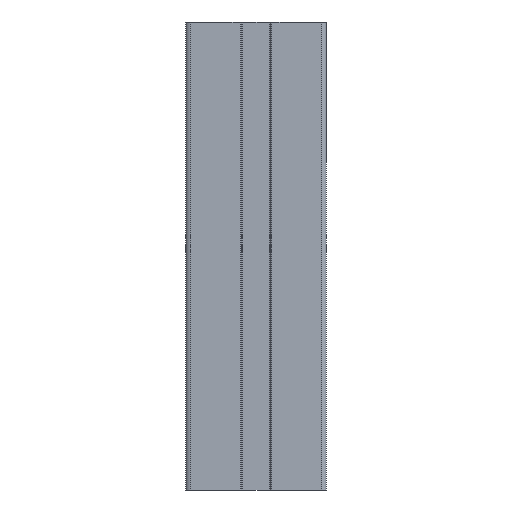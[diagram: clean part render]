
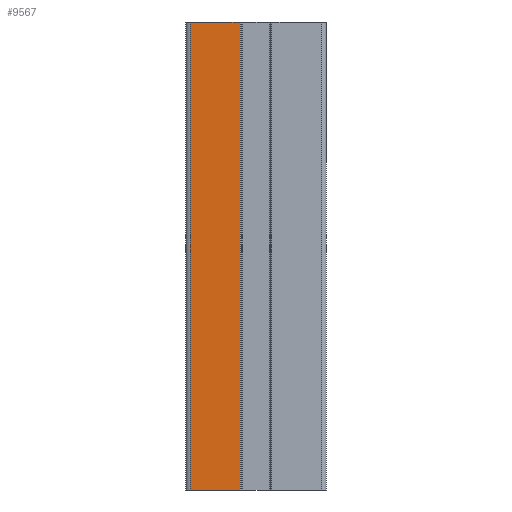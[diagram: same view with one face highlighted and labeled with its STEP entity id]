
A CAD part, front view. The second image highlights one B-rep face of the part: STEP entity #9567.
In plain terms, the highlighted planar face has unit normal (0, -1, 0).
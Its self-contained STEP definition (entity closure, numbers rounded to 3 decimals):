
#222 = DIRECTION ( 'NONE',  ( 0., 0., -1. ) ) ;
#288 = VERTEX_POINT ( 'NONE', #7813 ) ;
#320 = ORIENTED_EDGE ( 'NONE', *, *, #4579, .F. ) ;
#352 = AXIS2_PLACEMENT_3D ( 'NONE', #736, #5830, #1417 ) ;
#736 = CARTESIAN_POINT ( 'NONE',  ( 7709.043, 2529.935, 100. ) ) ;
#1050 = DIRECTION ( 'NONE',  ( 1., 0., 0. ) ) ;
#1262 = FACE_OUTER_BOUND ( 'NONE', #3339, .T. ) ;
#1417 = DIRECTION ( 'NONE',  ( 0., 0., 1. ) ) ;
#1443 = LINE ( 'NONE', #5445, #9608 ) ;
#1724 = CARTESIAN_POINT ( 'NONE',  ( 7726.443, 2529.935, 100. ) ) ;
#1939 = ORIENTED_EDGE ( 'NONE', *, *, #6233, .F. ) ;
#2313 = VERTEX_POINT ( 'NONE', #4708 ) ;
#2391 = VERTEX_POINT ( 'NONE', #7891 ) ;
#2487 = DIRECTION ( 'NONE',  ( 1., 0., 0. ) ) ;
#2691 = VECTOR ( 'NONE', #222, 1000. ) ;
#3339 = EDGE_LOOP ( 'NONE', ( #1939, #7156, #320, #3687 ) ) ;
#3651 = LINE ( 'NONE', #1724, #7362 ) ;
#3687 = ORIENTED_EDGE ( 'NONE', *, *, #9042, .T. ) ;
#4579 = EDGE_CURVE ( 'NONE', #2391, #2313, #7965, .T. ) ;
#4708 = CARTESIAN_POINT ( 'NONE',  ( 7709.043, 2529.935, 100. ) ) ;
#4885 = DIRECTION ( 'NONE',  ( 0., 0., 1. ) ) ;
#5093 = PLANE ( 'NONE',  #352 ) ;
#5429 = CARTESIAN_POINT ( 'NONE',  ( 7709.043, 2529.935, 100. ) ) ;
#5445 = CARTESIAN_POINT ( 'NONE',  ( 7709.043, 2529.935, 0. ) ) ;
#5620 = VERTEX_POINT ( 'NONE', #7926 ) ;
#5830 = DIRECTION ( 'NONE',  ( 0., 1., 0. ) ) ;
#5913 = VECTOR ( 'NONE', #4885, 1000. ) ;
#6233 = EDGE_CURVE ( 'NONE', #5620, #288, #6603, .T. ) ;
#6603 = LINE ( 'NONE', #7516, #2691 ) ;
#7156 = ORIENTED_EDGE ( 'NONE', *, *, #9035, .F. ) ;
#7362 = VECTOR ( 'NONE', #2487, 1000. ) ;
#7516 = CARTESIAN_POINT ( 'NONE',  ( 7719.643, 2529.935, 100. ) ) ;
#7813 = CARTESIAN_POINT ( 'NONE',  ( 7719.643, 2529.935, 0. ) ) ;
#7891 = CARTESIAN_POINT ( 'NONE',  ( 7709.043, 2529.935, 0. ) ) ;
#7926 = CARTESIAN_POINT ( 'NONE',  ( 7719.643, 2529.935, 100. ) ) ;
#7965 = LINE ( 'NONE', #5429, #5913 ) ;
#9035 = EDGE_CURVE ( 'NONE', #2313, #5620, #3651, .T. ) ;
#9042 = EDGE_CURVE ( 'NONE', #2391, #288, #1443, .T. ) ;
#9567 = ADVANCED_FACE ( 'NONE', ( #1262 ), #5093, .F. ) ;
#9608 = VECTOR ( 'NONE', #1050, 1000. ) ;
